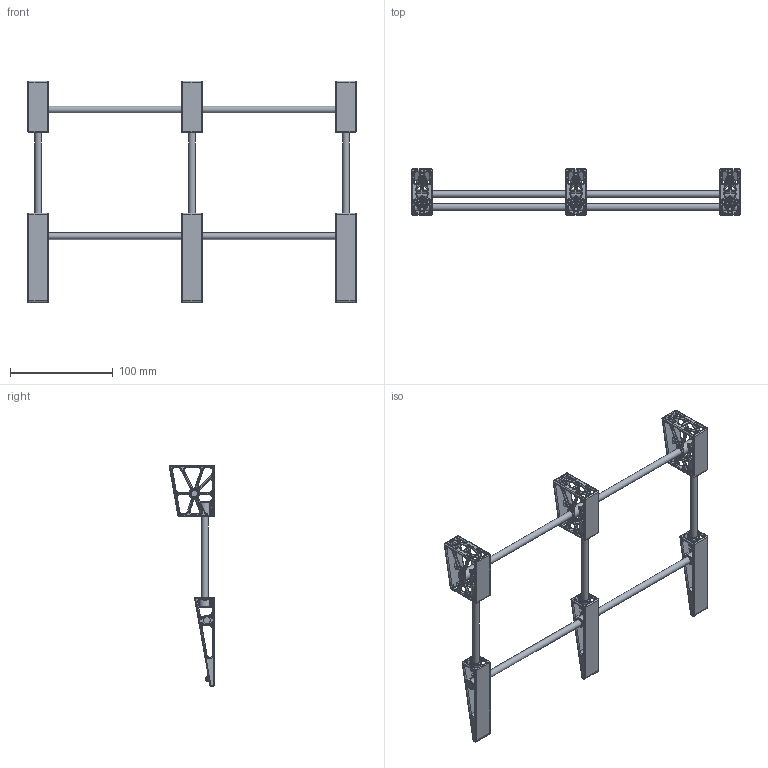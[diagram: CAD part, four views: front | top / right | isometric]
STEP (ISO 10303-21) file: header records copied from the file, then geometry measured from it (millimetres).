
FILE_DESCRIPTION(/* description */ ('STEP AP242','CAx-IF Rec.Pracs.---Representation and Presentation of Product Manufacturing Information (PMI)---4.0---2014-10-13','CAx-IF Rec.Pracs.---3D Tessellated Geometry---0.4---2014-09-14','2;1'),/* implementation_level */ '2;1');
FILE_NAME(/* name */ '658467818f6ad76687f43fda',/* time_stamp */ '2023-12-21T16:27:47Z',/* author */ (''),/* organization */ (''),/* preprocessor_version */ 'ST-DEVELOPER v19.4',/* originating_system */ ' ',/* authorisation */ ' ');
FILE_SCHEMA (('AP242_MANAGED_MODEL_BASED_3D_ENGINEERING_MIM_LF { 1 0 10303 442 1 1 4 }'));
Length unit declared in the file: metre
Products named in the file (5): COMPUTER_STAND_ASM; BACK_CONNECTOR; DOWEL_PINS; FRONT_CONNECTOR; OTHER_DOWEL_PINS
Assembly tree (11 placements, depth 2):
  COMPUTER_STAND_ASM
    BACK_CONNECTOR  x3
    DOWEL_PINS  x2
    FRONT_CONNECTOR  x3
    OTHER_DOWEL_PINS  x3
Bounding box: 320 x 44.51 x 216.15 mm (x, y, z)
Volume: 96006.9 mm3; surface area: 75414.5 mm2
Topology: 11 solids, 11 shells, 2724 faces, 6491 edges, 3714 vertices
Faces by surface type: cylinder 1121, torus 705, bspline 441, plane 379, sphere 78
Full cylindrical faces by diameter (mm): 6.5 x5, 6.75 x12, 10 x3
Entity records: 38884 total; most frequent: CARTESIAN_POINT 18381, DIRECTION 4375, ORIENTED_EDGE 4300, EDGE_CURVE 2150, AXIS2_PLACEMENT_3D 1828, VERTEX_POINT 1232, CIRCLE 1050, EDGE_LOOP 962
